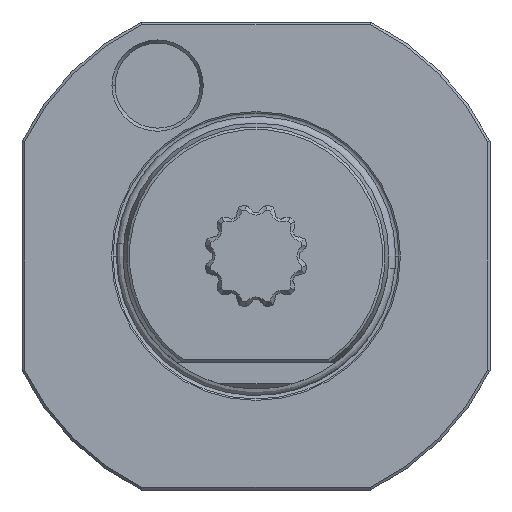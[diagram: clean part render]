
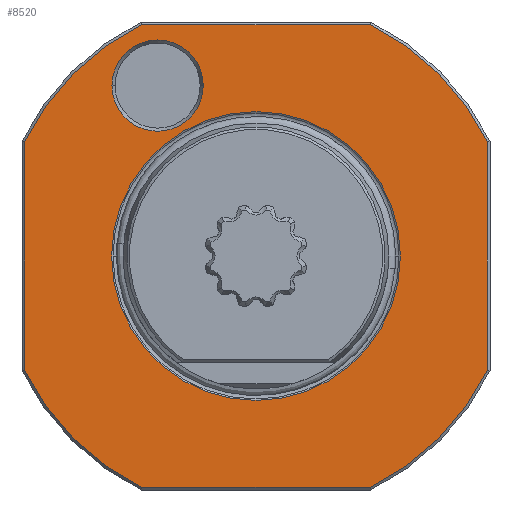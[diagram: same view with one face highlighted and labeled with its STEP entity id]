
A CAD part, left-side view. The second image highlights one B-rep face of the part: STEP entity #8520.
In plain terms, the highlighted planar face has unit normal (-1, 0, 0).
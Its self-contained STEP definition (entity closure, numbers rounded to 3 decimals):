
#206=CARTESIAN_POINT('',(-80.5,0.,0.));
#207=DIRECTION('',(1.,0.,0.));
#208=DIRECTION('',(0.,-0.897,-0.442));
#209=AXIS2_PLACEMENT_3D('',#206,#207,#208);
#211=DIRECTION('',(0.,-1.,0.));
#212=VECTOR('',#211,42.896);
#213=CARTESIAN_POINT('',(-80.5,21.448,-43.5));
#214=LINE('',#213,#212);
#215=CARTESIAN_POINT('',(-80.5,0.,0.));
#216=DIRECTION('',(1.,0.,0.));
#217=DIRECTION('',(0.,0.442,-0.897));
#218=AXIS2_PLACEMENT_3D('',#215,#216,#217);
#220=DIRECTION('',(0.,0.,-1.));
#221=VECTOR('',#220,42.896);
#222=CARTESIAN_POINT('',(-80.5,43.5,21.448));
#223=LINE('',#222,#221);
#224=CARTESIAN_POINT('',(-80.5,0.,0.));
#225=DIRECTION('',(1.,0.,0.));
#226=DIRECTION('',(0.,0.897,0.442));
#227=AXIS2_PLACEMENT_3D('',#224,#225,#226);
#229=DIRECTION('',(0.,1.,0.));
#230=VECTOR('',#229,42.896);
#231=CARTESIAN_POINT('',(-80.5,-21.448,43.5));
#232=LINE('',#231,#230);
#233=CARTESIAN_POINT('',(-80.5,0.,0.));
#234=DIRECTION('',(1.,0.,0.));
#235=DIRECTION('',(0.,-0.442,0.897));
#236=AXIS2_PLACEMENT_3D('',#233,#234,#235);
#238=DIRECTION('',(0.,0.,1.));
#239=VECTOR('',#238,42.896);
#240=CARTESIAN_POINT('',(-80.5,-43.5,
-21.448));
#241=LINE('',#240,#239);
#242=CARTESIAN_POINT('',(-80.5,0.,0.));
#243=DIRECTION('',(1.,0.,0.));
#244=DIRECTION('',(0.,-1.,0.));
#245=AXIS2_PLACEMENT_3D('',#242,#243,#244);
#247=CARTESIAN_POINT('',(-80.5,0.,0.));
#248=DIRECTION('',(1.,0.,0.));
#249=DIRECTION('',(0.,1.,0.));
#250=AXIS2_PLACEMENT_3D('',#247,#248,#249);
#252=CARTESIAN_POINT('',(-80.5,18.5,32.043));
#253=DIRECTION('',(1.,0.,0.));
#254=DIRECTION('',(0.,-1.,0.));
#255=AXIS2_PLACEMENT_3D('',#252,#253,#254);
#257=CARTESIAN_POINT('',(-80.5,18.5,32.043));
#258=DIRECTION('',(1.,0.,0.));
#259=DIRECTION('',(0.,1.,0.));
#260=AXIS2_PLACEMENT_3D('',#257,#258,#259);
#7598=CARTESIAN_POINT('',(-80.5,-27.15,0.));
#7599=CARTESIAN_POINT('',(-80.5,27.15,0.));
#7600=VERTEX_POINT('',#7598);
#7601=VERTEX_POINT('',#7599);
#7602=CARTESIAN_POINT('',(-80.5,9.923,32.043));
#7603=CARTESIAN_POINT('',(-80.5,27.077,32.043));
#7604=VERTEX_POINT('',#7602);
#7605=VERTEX_POINT('',#7603);
#7606=CARTESIAN_POINT('',(-80.5,-43.5,-21.448));
#7607=CARTESIAN_POINT('',(-80.5,-21.448,-43.5));
#7608=VERTEX_POINT('',#7606);
#7609=VERTEX_POINT('',#7607);
#7614=CARTESIAN_POINT('',(-80.5,-21.449,43.501));
#7615=CARTESIAN_POINT('',(-80.5,-43.501,21.449));
#7616=VERTEX_POINT('',#7614);
#7617=VERTEX_POINT('',#7615);
#7642=CARTESIAN_POINT('',(-80.5,43.501,21.449));
#7643=CARTESIAN_POINT('',(-80.5,21.449,43.501));
#7644=VERTEX_POINT('',#7642);
#7645=VERTEX_POINT('',#7643);
#7650=CARTESIAN_POINT('',(-80.5,21.448,-43.5));
#7651=CARTESIAN_POINT('',(-80.5,43.5,-21.448));
#7652=VERTEX_POINT('',#7650);
#7653=VERTEX_POINT('',#7651);
#8486=CARTESIAN_POINT('',(-80.5,0.,0.));
#8487=DIRECTION('',(-1.,0.,0.));
#8488=DIRECTION('',(0.,1.,0.));
#8489=AXIS2_PLACEMENT_3D('',#8486,#8487,#8488);
#8490=PLANE('',#8489);
#8492=ORIENTED_EDGE('',*,*,#8491,.T.);
#8494=ORIENTED_EDGE('',*,*,#8493,.F.);
#8496=ORIENTED_EDGE('',*,*,#8495,.T.);
#8498=ORIENTED_EDGE('',*,*,#8497,.F.);
#8500=ORIENTED_EDGE('',*,*,#8499,.T.);
#8502=ORIENTED_EDGE('',*,*,#8501,.F.);
#8503=ORIENTED_EDGE('',*,*,#8476,.T.);
#8505=ORIENTED_EDGE('',*,*,#8504,.F.);
#8506=EDGE_LOOP('',(#8492,#8494,#8496,#8498,#8500,#8502,#8503,#8505));
#8507=FACE_OUTER_BOUND('',#8506,.F.);
#8509=ORIENTED_EDGE('',*,*,#8508,.F.);
#8511=ORIENTED_EDGE('',*,*,#8510,.F.);
#8512=EDGE_LOOP('',(#8509,#8511));
#8513=FACE_BOUND('',#8512,.F.);
#8515=ORIENTED_EDGE('',*,*,#8514,.F.);
#8517=ORIENTED_EDGE('',*,*,#8516,.F.);
#8518=EDGE_LOOP('',(#8515,#8517));
#8519=FACE_BOUND('',#8518,.F.);
#210=CIRCLE('',#209,48.501);
#219=CIRCLE('',#218,48.501);
#228=CIRCLE('',#227,48.501);
#237=CIRCLE('',#236,48.501);
#246=CIRCLE('',#245,27.15);
#251=CIRCLE('',#250,27.15);
#256=CIRCLE('',#255,8.577);
#261=CIRCLE('',#260,8.577);
#8476=EDGE_CURVE('',#7616,#7617,#237,.T.);
#8491=EDGE_CURVE('',#7608,#7609,#210,.T.);
#8493=EDGE_CURVE('',#7652,#7609,#214,.T.);
#8495=EDGE_CURVE('',#7652,#7653,#219,.T.);
#8497=EDGE_CURVE('',#7644,#7653,#223,.T.);
#8499=EDGE_CURVE('',#7644,#7645,#228,.T.);
#8501=EDGE_CURVE('',#7616,#7645,#232,.T.);
#8504=EDGE_CURVE('',#7608,#7617,#241,.T.);
#8508=EDGE_CURVE('',#7600,#7601,#246,.T.);
#8510=EDGE_CURVE('',#7601,#7600,#251,.T.);
#8514=EDGE_CURVE('',#7604,#7605,#256,.T.);
#8516=EDGE_CURVE('',#7605,#7604,#261,.T.);
#8520=ADVANCED_FACE('',(#8507,#8513,#8519),#8490,.T.);
